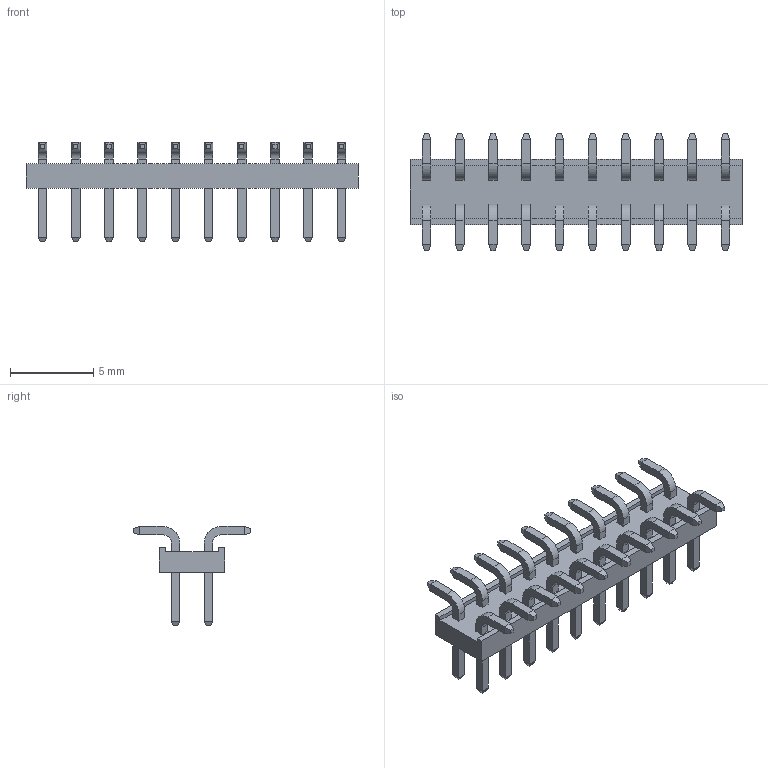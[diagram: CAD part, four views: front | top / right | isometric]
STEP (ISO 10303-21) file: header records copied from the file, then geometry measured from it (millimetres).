
FILE_DESCRIPTION (( 'STEP AP214' ), '1' );
FILE_NAME ('AS-RTK3B-MICRO-MX-L125UFLHS-00.STEP', '2023-03-20T06:14:35', ( '' ), ( '' ), 'SwSTEP 2.0', 'SolidWorks 2020', '' );
FILE_SCHEMA (( 'AUTOMOTIVE_DESIGN' ));
Length unit declared in the file: millimetre
Products named in the file (5): TMM-110-01-L-D-SM_body.stp; AS-RTK3B-MICRO-MX-L125UFLHS-00; TMM-110-01-L-D-SM_sm_pins2.stp; TMM-110-01-L-D-SM.stp; TMM-110-01-L-D-SM_pins1.stp
Assembly tree (4 placements, depth 3):
  AS-RTK3B-MICRO-MX-L125UFLHS-00
    TMM-110-01-L-D-SM.stp
      TMM-110-01-L-D-SM_sm_pins2.stp
      TMM-110-01-L-D-SM_pins1.stp
      TMM-110-01-L-D-SM_body.stp
Bounding box: 20 x 7.06 x 5.97 mm (x, y, z)
Volume: 171.3 mm3; surface area: 833.7 mm2
Topology: 3 solids, 3 shells, 556 faces, 1436 edges, 904 vertices
Faces by surface type: plane 516, cylinder 40
Entity records: 16700 total; most frequent: CARTESIAN_POINT 2904, ORIENTED_EDGE 2872, DIRECTION 2644, EDGE_CURVE 1436, VECTOR 1356, LINE 1356, VERTEX_POINT 904, AXIS2_PLACEMENT_3D 644
